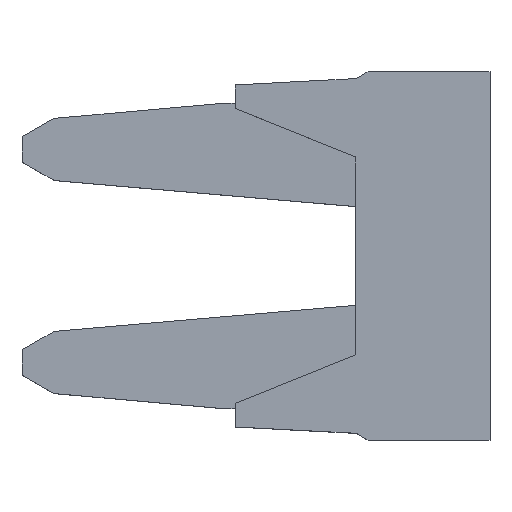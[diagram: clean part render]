
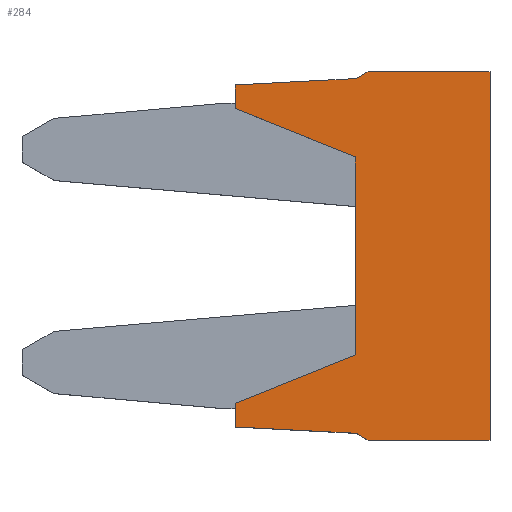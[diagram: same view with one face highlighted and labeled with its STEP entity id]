
A CAD part, top view. The second image highlights one B-rep face of the part: STEP entity #284.
In plain terms, the highlighted planar face has unit normal (0, 0, 1).
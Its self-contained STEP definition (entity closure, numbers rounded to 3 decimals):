
#284=ADVANCED_FACE('',(#348),#316,.T.);
#316=PLANE('',#923);
#348=FACE_OUTER_BOUND('',#380,.T.);
#380=EDGE_LOOP('',(#494,#495,#496,#497,#498,#499,#500,#501,#502,#503,#504,
#505));
#494=ORIENTED_EDGE('',*,*,#696,.F.);
#495=ORIENTED_EDGE('',*,*,#697,.F.);
#496=ORIENTED_EDGE('',*,*,#698,.F.);
#497=ORIENTED_EDGE('',*,*,#699,.F.);
#498=ORIENTED_EDGE('',*,*,#700,.T.);
#499=ORIENTED_EDGE('',*,*,#701,.T.);
#500=ORIENTED_EDGE('',*,*,#702,.T.);
#501=ORIENTED_EDGE('',*,*,#686,.F.);
#502=ORIENTED_EDGE('',*,*,#662,.F.);
#503=ORIENTED_EDGE('',*,*,#676,.T.);
#504=ORIENTED_EDGE('',*,*,#666,.T.);
#505=ORIENTED_EDGE('',*,*,#684,.T.);
#594=VERTEX_POINT('',#1148);
#595=VERTEX_POINT('',#1150);
#598=VERTEX_POINT('',#1157);
#599=VERTEX_POINT('',#1159);
#611=VERTEX_POINT('',#1192);
#612=VERTEX_POINT('',#1197);
#620=VERTEX_POINT('',#1217);
#621=VERTEX_POINT('',#1219);
#622=VERTEX_POINT('',#1221);
#623=VERTEX_POINT('',#1223);
#624=VERTEX_POINT('',#1225);
#625=VERTEX_POINT('',#1227);
#662=EDGE_CURVE('',#594,#595,#752,.T.);
#666=EDGE_CURVE('',#599,#598,#756,.T.);
#676=EDGE_CURVE('',#594,#599,#766,.T.);
#684=EDGE_CURVE('',#598,#611,#774,.T.);
#686=EDGE_CURVE('',#595,#612,#776,.T.);
#696=EDGE_CURVE('',#620,#611,#786,.T.);
#697=EDGE_CURVE('',#621,#620,#787,.T.);
#698=EDGE_CURVE('',#622,#621,#788,.T.);
#699=EDGE_CURVE('',#623,#622,#789,.T.);
#700=EDGE_CURVE('',#623,#624,#790,.T.);
#701=EDGE_CURVE('',#624,#625,#791,.T.);
#702=EDGE_CURVE('',#625,#612,#792,.T.);
#752=LINE('',#1149,#842);
#756=LINE('',#1158,#846);
#766=LINE('',#1177,#856);
#774=LINE('',#1193,#864);
#776=LINE('',#1196,#866);
#786=LINE('',#1216,#876);
#787=LINE('',#1218,#877);
#788=LINE('',#1220,#878);
#789=LINE('',#1222,#879);
#790=LINE('',#1224,#880);
#791=LINE('',#1226,#881);
#792=LINE('',#1228,#882);
#842=VECTOR('',#983,1.);
#846=VECTOR('',#989,1.);
#856=VECTOR('',#1003,1.);
#864=VECTOR('',#1015,1.);
#866=VECTOR('',#1019,1.);
#876=VECTOR('',#1033,1.);
#877=VECTOR('',#1034,1.);
#878=VECTOR('',#1035,1.);
#879=VECTOR('',#1036,1.);
#880=VECTOR('',#1037,1.);
#881=VECTOR('',#1038,1.);
#882=VECTOR('',#1039,1.);
#923=AXIS2_PLACEMENT_3D('',#1229,#1040,#1041);
#983=DIRECTION('',(-0.927,0.375,0.));
#989=DIRECTION('',(-0.927,-0.375,0.));
#1003=DIRECTION('',(0.,-1.,0.));
#1015=DIRECTION('',(0.,-1.,0.));
#1019=DIRECTION('',(0.,1.,0.));
#1033=DIRECTION('',(-0.999,0.052,0.));
#1034=DIRECTION('',(-0.866,0.5,0.));
#1035=DIRECTION('',(-1.,0.,0.));
#1036=DIRECTION('',(0.,-1.,0.));
#1037=DIRECTION('',(-1.,0.,0.));
#1038=DIRECTION('',(-0.866,-0.5,0.));
#1039=DIRECTION('',(-0.999,-0.052,0.));
#1040=DIRECTION('',(0.,0.,1.));
#1041=DIRECTION('',(1.,0.,0.));
#1148=CARTESIAN_POINT('',(-5.5,4.7,2.));
#1149=CARTESIAN_POINT('',(-5.812,4.826,2.));
#1150=CARTESIAN_POINT('',(-11.2,7.003,2.));
#1157=CARTESIAN_POINT('',(-11.2,-7.003,2.));
#1158=CARTESIAN_POINT('',(-5.812,-4.826,2.));
#1159=CARTESIAN_POINT('',(-5.5,-4.7,2.));
#1177=CARTESIAN_POINT('',(-5.5,17.2,2.));
#1192=CARTESIAN_POINT('',(-11.2,-8.123,2.));
#1193=CARTESIAN_POINT('',(-11.2,-7.34,2.));
#1196=CARTESIAN_POINT('',(-11.2,7.34,2.));
#1197=CARTESIAN_POINT('',(-11.2,8.123,2.));
#1216=CARTESIAN_POINT('',(-8.029,-8.29,2.));
#1217=CARTESIAN_POINT('',(-5.458,-8.424,2.));
#1218=CARTESIAN_POINT('',(-2.649,-10.046,2.));
#1219=CARTESIAN_POINT('',(-4.894,-8.75,2.));
#1220=CARTESIAN_POINT('',(0.9,-8.75,2.));
#1221=CARTESIAN_POINT('',(0.9,-8.75,2.));
#1222=CARTESIAN_POINT('',(0.9,-7.9,2.));
#1223=CARTESIAN_POINT('',(0.9,8.75,2.));
#1224=CARTESIAN_POINT('',(0.9,8.75,2.));
#1225=CARTESIAN_POINT('',(-4.894,8.75,2.));
#1226=CARTESIAN_POINT('',(-2.649,10.046,2.));
#1227=CARTESIAN_POINT('',(-5.458,8.424,2.));
#1228=CARTESIAN_POINT('',(-6.363,8.377,2.));
#1229=CARTESIAN_POINT('',(-7.6,-0.1,2.));
